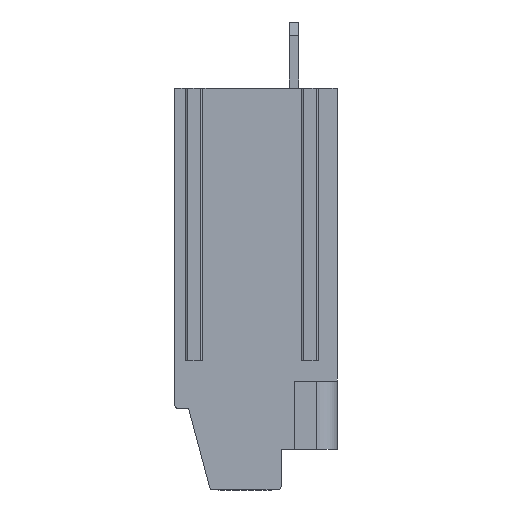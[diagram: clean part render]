
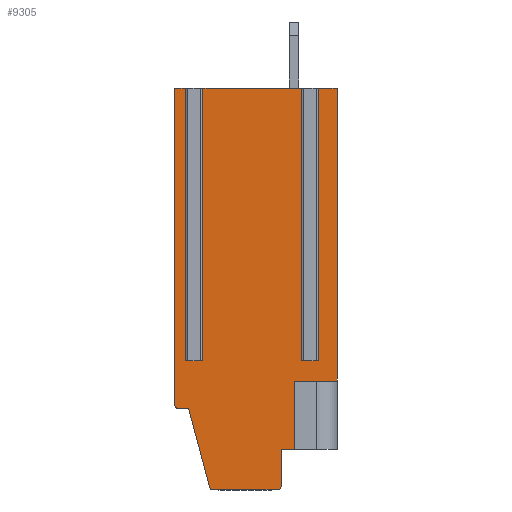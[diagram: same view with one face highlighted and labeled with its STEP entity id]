
A CAD part, left-side view. The second image highlights one B-rep face of the part: STEP entity #9305.
In plain terms, the highlighted planar face has unit normal (-1, 0, 0).
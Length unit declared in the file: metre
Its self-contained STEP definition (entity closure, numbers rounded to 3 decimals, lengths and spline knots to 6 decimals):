
#1478=EDGE_CURVE('',#4121,#4125,#4126,.T.);
#1506=EDGE_CURVE('',#4165,#4162,#4166,.T.);
#1668=EDGE_CURVE('',#4390,#4371,#4393,.T.);
#1672=EDGE_CURVE('',#4399,#4395,#4400,.T.);
#1706=EDGE_CURVE('',#4445,#4446,#4447,.T.);
#1716=EDGE_CURVE('',#4457,#4162,#4461,.T.);
#1730=EDGE_CURVE('',#4477,#4480,#4481,.T.);
#1744=EDGE_CURVE('',#4390,#4496,#4499,.T.);
#1762=EDGE_CURVE('',#4477,#4125,#4522,.T.);
#1786=EDGE_CURVE('',#4371,#4547,#4553,.T.);
#1870=EDGE_CURVE('',#4446,#4480,#4661,.T.);
#1938=EDGE_CURVE('',#4744,#4747,#4748,.T.);
#2020=EDGE_CURVE('',#4847,#4457,#4850,.T.);
#2056=EDGE_CURVE('',#4445,#4395,#4893,.T.);
#2068=EDGE_CURVE('',#4399,#4905,#4906,.T.);
#2074=EDGE_CURVE('',#4121,#4165,#4912,.T.);
#2080=EDGE_CURVE('',#4547,#4847,#4918,.T.);
#2082=EDGE_CURVE('',#4920,#4496,#4921,.T.);
#2084=EDGE_CURVE('',#4747,#4920,#4923,.T.);
#2086=EDGE_CURVE('',#4744,#4925,#4926,.T.);
#2088=EDGE_CURVE('',#4905,#4925,#4928,.T.);
#4121=VERTEX_POINT('',#7678);
#4125=VERTEX_POINT('',#7684);
#4126=LINE('',#7685,#7686);
#4162=VERTEX_POINT('',#7745);
#4165=VERTEX_POINT('',#7750);
#4166=LINE('',#7751,#7752);
#4371=VERTEX_POINT('',#8094);
#4390=VERTEX_POINT('',#8122);
#4393=LINE('',#8126,#8127);
#4395=VERTEX_POINT('',#8130);
#4399=VERTEX_POINT('',#8136);
#4400=CIRCLE('',#8137,0.0003);
#4445=VERTEX_POINT('',#8211);
#4446=VERTEX_POINT('',#8212);
#4447=LINE('',#8213,#8214);
#4457=VERTEX_POINT('',#8231);
#4461=LINE('',#8237,#8238);
#4477=VERTEX_POINT('',#8263);
#4480=VERTEX_POINT('',#8268);
#4481=LINE('',#8269,#8270);
#4496=VERTEX_POINT('',#8295);
#4499=LINE('',#8299,#8300);
#4522=CIRCLE('',#8339,0.0003);
#4547=VERTEX_POINT('',#8381);
#4553=LINE('',#8390,#8391);
#4661=CIRCLE('',#8574,0.0003);
#4744=VERTEX_POINT('',#8714);
#4747=VERTEX_POINT('',#8718);
#4748=LINE('',#8719,#8720);
#4847=VERTEX_POINT('',#8892);
#4850=LINE('',#8897,#8898);
#4893=LINE('',#8974,#8975);
#4905=VERTEX_POINT('',#8997);
#4906=LINE('',#8998,#8999);
#4912=LINE('',#9009,#9010);
#4918=LINE('',#9021,#9022);
#4920=VERTEX_POINT('',#9025);
#4921=LINE('',#9026,#9027);
#4923=LINE('',#9030,#9031);
#4925=VERTEX_POINT('',#9034);
#4926=LINE('',#9035,#9036);
#4928=LINE('',#9039,#9040);
#7678=CARTESIAN_POINT('',(-0.006108,0.000751,-0.00973));
#7684=CARTESIAN_POINT('',(-0.006108,0.000751,-0.01243));
#7685=CARTESIAN_POINT('',(-0.006108,0.000751,-0.01273));
#7686=VECTOR('',#13560,1.0);
#7745=CARTESIAN_POINT('',(-0.006108,-0.000249,-0.00473));
#7750=CARTESIAN_POINT('',(-0.006108,-0.000249,-0.00973));
#7751=CARTESIAN_POINT('',(-0.006108,-0.000249,-0.008755));
#7752=VECTOR('',#13578,1.0);
#8094=CARTESIAN_POINT('',(-0.006108,-0.001859,-0.00323));
#8122=CARTESIAN_POINT('',(-0.006108,-0.000839,-0.00323));
#8126=CARTESIAN_POINT('',(-0.006108,-0.001889,-0.00323));
#8127=VECTOR('',#13687,1.0);
#8130=CARTESIAN_POINT('',(-0.006108,0.008251,-0.00678));
#8136=CARTESIAN_POINT('',(-0.006108,0.008551,-0.00648));
#8137=AXIS2_PLACEMENT_3D('',#13689,#13690,#13691);
#8211=CARTESIAN_POINT('',(-0.006108,0.007551,-0.00678));
#8212=CARTESIAN_POINT('',(-0.006108,0.006016,-0.012508));
#8213=CARTESIAN_POINT('',(-0.006108,0.005663,-0.013825));
#8214=VECTOR('',#13716,1.0);
#8231=CARTESIAN_POINT('',(-0.006108,-0.003349,-0.00473));
#8237=CARTESIAN_POINT('',(-0.006108,0.008351,-0.00473));
#8238=VECTOR('',#13721,1.0);
#8263=CARTESIAN_POINT('',(-0.006108,0.001051,-0.01273));
#8268=CARTESIAN_POINT('',(-0.006108,0.005726,-0.01273));
#8269=CARTESIAN_POINT('',(-0.006108,0.005667,-0.01273));
#8270=VECTOR('',#13732,1.0);
#8295=CARTESIAN_POINT('',(-0.006108,-0.000839,0.01677));
#8299=CARTESIAN_POINT('',(-0.006108,-0.000839,0.00827));
#8300=VECTOR('',#13743,1.0);
#8339=AXIS2_PLACEMENT_3D('',#13754,#13755,#13756);
#8381=CARTESIAN_POINT('',(-0.006108,-0.001859,0.01677));
#8390=CARTESIAN_POINT('',(-0.006108,-0.001859,0.00827));
#8391=VECTOR('',#13774,1.0);
#8574=AXIS2_PLACEMENT_3D('',#13832,#13833,#13834);
#8714=CARTESIAN_POINT('',(-0.006108,0.007661,-0.00323));
#8718=CARTESIAN_POINT('',(-0.006108,0.006641,-0.00323));
#8719=CARTESIAN_POINT('',(-0.006108,0.006621,-0.00323));
#8720=VECTOR('',#13886,1.0);
#8892=CARTESIAN_POINT('',(-0.006108,-0.003349,0.01677));
#8897=CARTESIAN_POINT('',(-0.006108,-0.003349,-0.00258));
#8898=VECTOR('',#13939,1.0);
#8974=CARTESIAN_POINT('',(-0.006108,0.008351,-0.00678));
#8975=VECTOR('',#13961,1.0);
#8997=CARTESIAN_POINT('',(-0.006108,0.008551,0.01677));
#8998=CARTESIAN_POINT('',(-0.006108,0.008551,0.01107));
#8999=VECTOR('',#13969,1.0);
#9009=CARTESIAN_POINT('',(-0.006108,0.000751,-0.00973));
#9010=VECTOR('',#13974,1.0);
#9021=CARTESIAN_POINT('',(-0.006108,0.006484,0.01677));
#9022=VECTOR('',#13977,1.0);
#9025=CARTESIAN_POINT('',(-0.006108,0.006641,0.01677));
#9026=CARTESIAN_POINT('',(-0.006108,0.006484,0.01677));
#9027=VECTOR('',#13978,1.0);
#9030=CARTESIAN_POINT('',(-0.006108,0.006641,0.00827));
#9031=VECTOR('',#13979,1.0);
#9034=CARTESIAN_POINT('',(-0.006108,0.007661,0.01677));
#9035=CARTESIAN_POINT('',(-0.006108,0.007661,0.00827));
#9036=VECTOR('',#13980,1.0);
#9039=CARTESIAN_POINT('',(-0.006108,0.006484,0.01677));
#9040=VECTOR('',#13981,1.0);
#9305=ADVANCED_FACE('',(#14270),#14271,.T.);
#13560=DIRECTION('',(0.,0.,-1.0));
#13578=DIRECTION('',(-0.0,0.0,1.0));
#13687=DIRECTION('',(0.,-1.0,0.));
#13689=CARTESIAN_POINT('',(-0.006108,0.008251,-0.00648));
#13690=DIRECTION('',(-1.0,0.,0.));
#13691=DIRECTION('',(0.,-1.0,0.0));
#13716=DIRECTION('',(0.,-0.259,-0.966));
#13721=DIRECTION('',(0.,1.0,0.));
#13732=DIRECTION('',(0.,1.0,0.));
#13743=DIRECTION('',(0.,0.,1.0));
#13754=CARTESIAN_POINT('',(-0.006108,0.001051,-0.01243));
#13755=DIRECTION('',(-1.0,0.,0.));
#13756=DIRECTION('',(0.,-1.0,0.0));
#13774=DIRECTION('',(0.,0.,1.0));
#13832=CARTESIAN_POINT('',(-0.006108,0.005726,-0.01243));
#13833=DIRECTION('',(-1.0,0.,0.));
#13834=DIRECTION('',(0.,-1.0,0.0));
#13886=DIRECTION('',(0.,-1.0,0.));
#13939=DIRECTION('',(0.,0.,-1.0));
#13961=DIRECTION('',(0.,1.0,0.));
#13969=DIRECTION('',(0.,0.,1.0));
#13974=DIRECTION('',(0.,-1.0,0.0));
#13977=DIRECTION('',(0.,-1.0,0.));
#13978=DIRECTION('',(0.,-1.0,0.));
#13979=DIRECTION('',(0.,0.,1.0));
#13980=DIRECTION('',(0.,0.,1.0));
#13981=DIRECTION('',(0.,-1.0,0.));
#14270=FACE_OUTER_BOUND('',#16387,.T.);
#14271=PLANE('',#16388);
#16387=EDGE_LOOP('',(#18061,#18062,#18063,#18064,#18065,#18066,#18067,#18068,#18069,#18070,#18071,#18072,#18073,#18074,#18075,#18076,#18077,#18078,#18079,#18080,#18081));
#16388=AXIS2_PLACEMENT_3D('',#18082,#18083,#18084);
#18061=ORIENTED_EDGE('',*,*,#1506,.T.);
#18062=ORIENTED_EDGE('',*,*,#1716,.F.);
#18063=ORIENTED_EDGE('',*,*,#2020,.F.);
#18064=ORIENTED_EDGE('',*,*,#2080,.F.);
#18065=ORIENTED_EDGE('',*,*,#1786,.F.);
#18066=ORIENTED_EDGE('',*,*,#1668,.F.);
#18067=ORIENTED_EDGE('',*,*,#1744,.T.);
#18068=ORIENTED_EDGE('',*,*,#2082,.F.);
#18069=ORIENTED_EDGE('',*,*,#2084,.F.);
#18070=ORIENTED_EDGE('',*,*,#1938,.F.);
#18071=ORIENTED_EDGE('',*,*,#2086,.T.);
#18072=ORIENTED_EDGE('',*,*,#2088,.F.);
#18073=ORIENTED_EDGE('',*,*,#2068,.F.);
#18074=ORIENTED_EDGE('',*,*,#1672,.T.);
#18075=ORIENTED_EDGE('',*,*,#2056,.F.);
#18076=ORIENTED_EDGE('',*,*,#1706,.T.);
#18077=ORIENTED_EDGE('',*,*,#1870,.T.);
#18078=ORIENTED_EDGE('',*,*,#1730,.F.);
#18079=ORIENTED_EDGE('',*,*,#1762,.T.);
#18080=ORIENTED_EDGE('',*,*,#1478,.F.);
#18081=ORIENTED_EDGE('',*,*,#2074,.T.);
#18082=CARTESIAN_POINT('',(-0.006108,0.001575,-0.01273));
#18083=DIRECTION('',(-1.0,0.,0.));
#18084=DIRECTION('',(0.,1.0,0.0));
